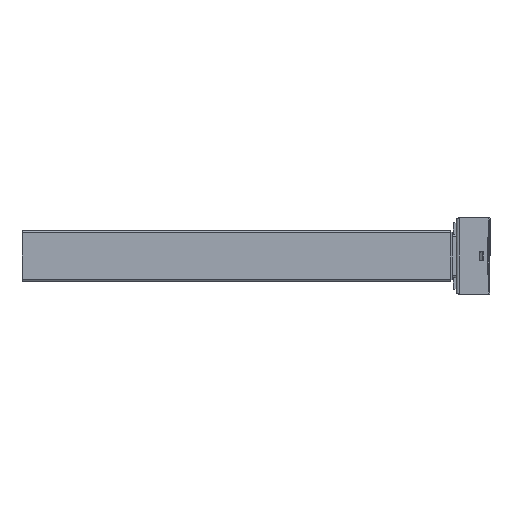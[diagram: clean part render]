
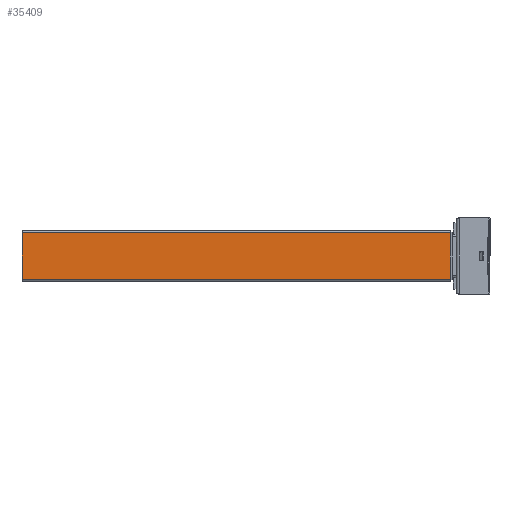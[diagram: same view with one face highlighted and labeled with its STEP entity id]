
A CAD part, left-side view. The second image highlights one B-rep face of the part: STEP entity #35409.
In plain terms, the highlighted planar face has unit normal (-1, 0, 0).
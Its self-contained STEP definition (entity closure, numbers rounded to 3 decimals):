
#1066 = VECTOR ( 'NONE', #29844, 1000. ) ;
#1071 = LINE ( 'NONE', #29851, #1066 ) ;
#1121 = LINE ( 'NONE', #29741, #1123 ) ;
#1123 = VECTOR ( 'NONE', #29740, 1000. ) ;
#5438 = CARTESIAN_POINT ( 'NONE',  ( -35., 0., -32. ) ) ;
#5461 = CARTESIAN_POINT ( 'NONE',  ( -35., 0., 32. ) ) ;
#5469 = CARTESIAN_POINT ( 'NONE',  ( -35., 590., -32. ) ) ;
#5472 = CARTESIAN_POINT ( 'NONE',  ( -35., 590., 32. ) ) ;
#5727 = LINE ( 'NONE', #36262, #5728 ) ;
#5728 = VECTOR ( 'NONE', #36186, 1000. ) ;
#8843 = EDGE_LOOP ( 'NONE', ( #23040, #23038, #23036, #23035 ) ) ;
#23035 = ORIENTED_EDGE ( 'NONE', *, *, #45005, .F. ) ;
#23036 = ORIENTED_EDGE ( 'NONE', *, *, #24687, .F. ) ;
#23038 = ORIENTED_EDGE ( 'NONE', *, *, #24555, .F. ) ;
#23040 = ORIENTED_EDGE ( 'NONE', *, *, #24486, .F. ) ;
#24486 = EDGE_CURVE ( 'NONE', #49661, #49643, #1071, .T. ) ;
#24555 = EDGE_CURVE ( 'NONE', #49656, #49661, #1121, .T. ) ;
#24687 = EDGE_CURVE ( 'NONE', #49599, #49656, #5727, .T. ) ;
#26869 = DIRECTION ( 'NONE',  ( 0., 0., -1. ) ) ;
#26872 = DIRECTION ( 'NONE',  ( 1., 0., 0. ) ) ;
#26892 = PLANE ( 'NONE',  #36628 ) ;
#26896 = CARTESIAN_POINT ( 'NONE',  ( -35., 590., 35. ) ) ;
#29740 = DIRECTION ( 'NONE',  ( 0., 0., 1. ) ) ;
#29741 = CARTESIAN_POINT ( 'NONE',  ( -35., 590., 35. ) ) ;
#29844 = DIRECTION ( 'NONE',  ( 0., -1., 0. ) ) ;
#29851 = CARTESIAN_POINT ( 'NONE',  ( -35., 590., 32. ) ) ;
#35409 = ADVANCED_FACE ( 'NONE', ( #55195 ), #26892, .F. ) ;
#36186 = DIRECTION ( 'NONE',  ( 0., 1., 0. ) ) ;
#36262 = CARTESIAN_POINT ( 'NONE',  ( -35., 590., -32. ) ) ;
#36628 = AXIS2_PLACEMENT_3D ( 'NONE', #26896, #26872, #26869 ) ;
#45005 = EDGE_CURVE ( 'NONE', #49643, #49599, #55989, .T. ) ;
#49599 = VERTEX_POINT ( 'NONE', #5438 ) ;
#49643 = VERTEX_POINT ( 'NONE', #5461 ) ;
#49656 = VERTEX_POINT ( 'NONE', #5469 ) ;
#49661 = VERTEX_POINT ( 'NONE', #5472 ) ;
#51817 = CARTESIAN_POINT ( 'NONE',  ( -35., 0., 35. ) ) ;
#51818 = DIRECTION ( 'NONE',  ( 0., 0., -1. ) ) ;
#55195 = FACE_OUTER_BOUND ( 'NONE', #8843, .T. ) ;
#55989 = LINE ( 'NONE', #51817, #55997 ) ;
#55997 = VECTOR ( 'NONE', #51818, 1000. ) ;
